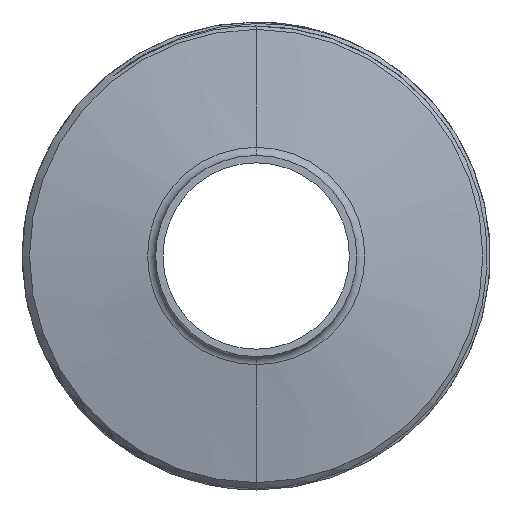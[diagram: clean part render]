
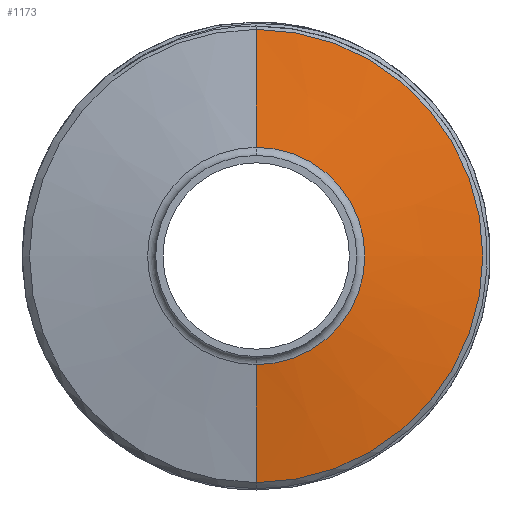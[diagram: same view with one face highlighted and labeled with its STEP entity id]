
A CAD part, left-side view. The second image highlights one B-rep face of the part: STEP entity #1173.
In plain terms, the highlighted conical face has half-angle 80 degrees and reference radius 46.212 mm.
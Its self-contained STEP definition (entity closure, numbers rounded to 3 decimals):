
#27 = EDGE_CURVE ( 'NONE', #1969, #3045, #2485, .T. ) ;
#100 = VECTOR ( 'NONE', #1953, 1000. ) ;
#260 = DIRECTION ( 'NONE',  ( 0., 0., 1. ) ) ;
#270 = ORIENTED_EDGE ( 'NONE', *, *, #525, .T. ) ;
#439 = DIRECTION ( 'NONE',  ( -1., 0., 0. ) ) ;
#525 = EDGE_CURVE ( 'NONE', #1221, #2315, #1456, .T. ) ;
#548 = CARTESIAN_POINT ( 'NONE',  ( -12.16, 0., -22.153 ) ) ;
#613 = EDGE_LOOP ( 'NONE', ( #2966, #1760, #954, #270 ) ) ;
#729 = LINE ( 'NONE', #1015, #100 ) ;
#850 = LINE ( 'NONE', #3066, #964 ) ;
#954 = ORIENTED_EDGE ( 'NONE', *, *, #3190, .T. ) ;
#964 = VECTOR ( 'NONE', #2583, 1000. ) ;
#1015 = CARTESIAN_POINT ( 'NONE',  ( -7.917, 0., -46.212 ) ) ;
#1077 = CARTESIAN_POINT ( 'NONE',  ( -7.917, 0., -46.212 ) ) ;
#1104 = AXIS2_PLACEMENT_3D ( 'NONE', #2661, #439, #260 ) ;
#1113 = DIRECTION ( 'NONE',  ( 1., 0., 0. ) ) ;
#1173 = ADVANCED_FACE ( 'NONE', ( #2812 ), #2887, .T. ) ;
#1221 = VERTEX_POINT ( 'NONE', #1077 ) ;
#1456 = CIRCLE ( 'NONE', #2012, 46.212 ) ;
#1489 = AXIS2_PLACEMENT_3D ( 'NONE', #2760, #1113, #2287 ) ;
#1760 = ORIENTED_EDGE ( 'NONE', *, *, #27, .F. ) ;
#1953 = DIRECTION ( 'NONE',  ( 0.174, 0., -0.985 ) ) ;
#1969 = VERTEX_POINT ( 'NONE', #548 ) ;
#1978 = CARTESIAN_POINT ( 'NONE',  ( -7.917, 0., 46.212 ) ) ;
#2012 = AXIS2_PLACEMENT_3D ( 'NONE', #2621, #2380, #3136 ) ;
#2287 = DIRECTION ( 'NONE',  ( 0., 0., -1. ) ) ;
#2315 = VERTEX_POINT ( 'NONE', #1978 ) ;
#2380 = DIRECTION ( 'NONE',  ( -1., 0., 0. ) ) ;
#2450 = EDGE_CURVE ( 'NONE', #3045, #2315, #850, .T. ) ;
#2485 = CIRCLE ( 'NONE', #1104, 22.153 ) ;
#2583 = DIRECTION ( 'NONE',  ( 0.174, 0., 0.985 ) ) ;
#2621 = CARTESIAN_POINT ( 'NONE',  ( -7.917, 0., 0. ) ) ;
#2661 = CARTESIAN_POINT ( 'NONE',  ( -12.16, 0., 0. ) ) ;
#2760 = CARTESIAN_POINT ( 'NONE',  ( -7.917, 0., 0. ) ) ;
#2812 = FACE_OUTER_BOUND ( 'NONE', #613, .T. ) ;
#2887 = CONICAL_SURFACE ( 'NONE', #1489, 46.212, 1.396 ) ;
#2966 = ORIENTED_EDGE ( 'NONE', *, *, #2450, .F. ) ;
#3045 = VERTEX_POINT ( 'NONE', #3098 ) ;
#3066 = CARTESIAN_POINT ( 'NONE',  ( -7.917, 0., 46.212 ) ) ;
#3098 = CARTESIAN_POINT ( 'NONE',  ( -12.16, 0., 22.153 ) ) ;
#3136 = DIRECTION ( 'NONE',  ( 0., 0., 1. ) ) ;
#3190 = EDGE_CURVE ( 'NONE', #1969, #1221, #729, .T. ) ;
